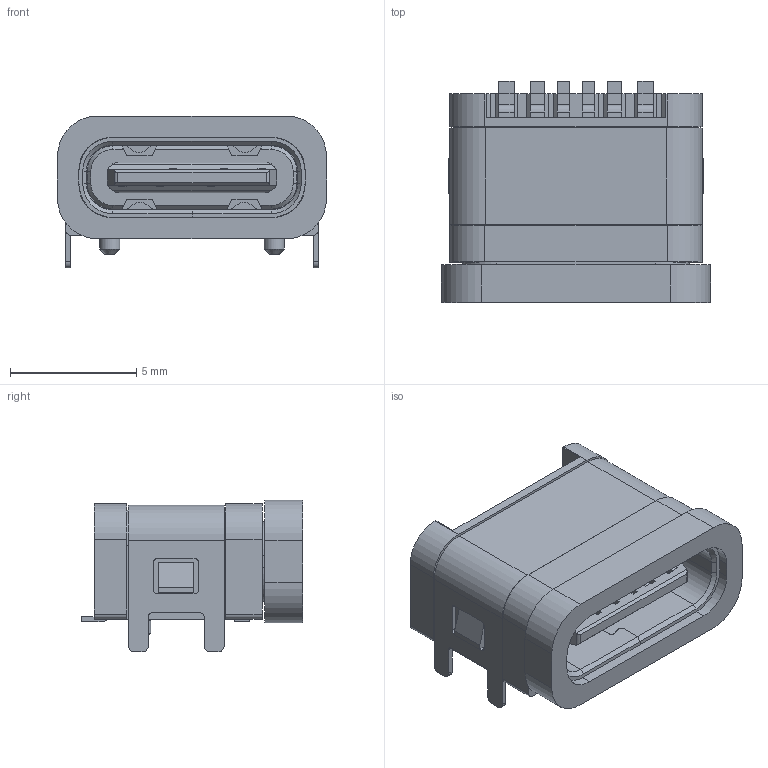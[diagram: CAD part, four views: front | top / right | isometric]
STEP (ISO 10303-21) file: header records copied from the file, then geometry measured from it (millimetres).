
FILE_DESCRIPTION((''),'2;1');
FILE_NAME('2171760001','2021-03-03T',('gga'),(''),'PRO/ENGINEER BY PARAMETRIC TECHNOLOGY CORPORATION, 2016010','PRO/ENGINEER BY PARAMETRIC TECHNOLOGY CORPORATION, 2016010','');
FILE_SCHEMA(('CONFIG_CONTROL_DESIGN'));
Length unit declared in the file: millimetre
Products named in the file (1): 2171760001
Bounding box: 10.64 x 8.75 x 6.01 mm (x, y, z)
Volume: 262.9 mm3; surface area: 779.4 mm2
Topology: 2 solids, 34 shells, 921 faces, 2535 edges, 1690 vertices
Faces by surface type: plane 690, cylinder 211, cone 20
Entity records: 29185 total; most frequent: CARTESIAN_POINT 5376, ORIENTED_EDGE 4950, DIRECTION 4778, EDGE_CURVE 2475, VECTOR 2054, LINE 2054, VERTEX_POINT 1630, AXIS2_PLACEMENT_3D 1362
